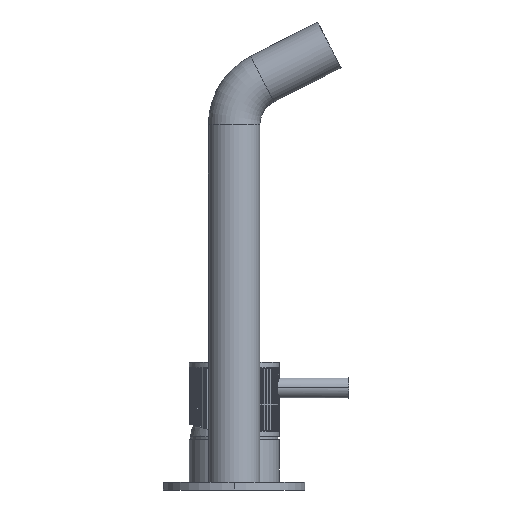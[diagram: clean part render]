
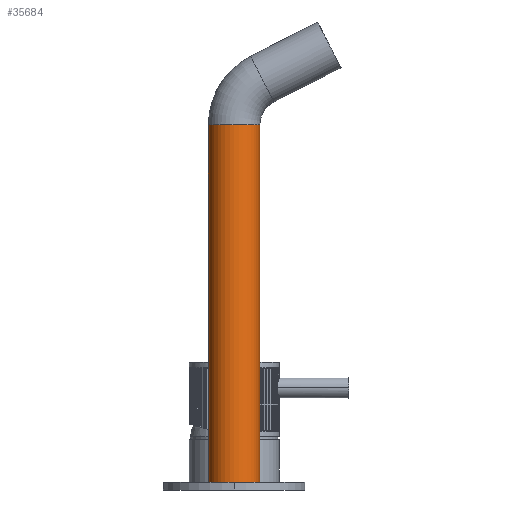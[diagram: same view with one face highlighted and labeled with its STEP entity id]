
A CAD part, left-side view. The second image highlights one B-rep face of the part: STEP entity #35684.
In plain terms, the highlighted cylindrical face has radius 10 mm (diameter 20 mm), a partial arc.
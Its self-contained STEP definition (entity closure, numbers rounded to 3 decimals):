
#613 = DIRECTION ( 'NONE',  ( 0., 0., 1. ) ) ;
#1201 = CARTESIAN_POINT ( 'NONE',  ( 0., 10., 0. ) ) ;
#4158 = VECTOR ( 'NONE', #16083, 1000. ) ;
#4781 = LINE ( 'NONE', #27048, #4158 ) ;
#5535 = DIRECTION ( 'NONE',  ( 0., 0., 1. ) ) ;
#5876 = EDGE_CURVE ( 'NONE', #36152, #33644, #27358, .T. ) ;
#6471 = CARTESIAN_POINT ( 'NONE',  ( 0., -10., 138.892 ) ) ;
#8036 = DIRECTION ( 'NONE',  ( 1., 0., 0. ) ) ;
#9768 = EDGE_CURVE ( 'NONE', #31858, #33644, #4781, .T. ) ;
#10736 = VERTEX_POINT ( 'NONE', #25359 ) ;
#14828 = ORIENTED_EDGE ( 'NONE', *, *, #18512, .T. ) ;
#15635 = DIRECTION ( 'NONE',  ( 0., 0., 1. ) ) ;
#15946 = CIRCLE ( 'NONE', #26044, 10. ) ;
#16083 = DIRECTION ( 'NONE',  ( 0., 0., 1. ) ) ;
#16998 = VECTOR ( 'NONE', #15635, 1000. ) ;
#17100 = CARTESIAN_POINT ( 'NONE',  ( 0., 0., 0. ) ) ;
#17526 = CARTESIAN_POINT ( 'NONE',  ( 0., 10., 138.892 ) ) ;
#17825 = DIRECTION ( 'NONE',  ( 1., 0., 0. ) ) ;
#18512 = EDGE_CURVE ( 'NONE', #10736, #31858, #15946, .T. ) ;
#18530 = AXIS2_PLACEMENT_3D ( 'NONE', #19615, #5535, #33921 ) ;
#19615 = CARTESIAN_POINT ( 'NONE',  ( 0., 0., 0. ) ) ;
#19703 = DIRECTION ( 'NONE',  ( 0., 0., 1. ) ) ;
#21756 = LINE ( 'NONE', #1201, #16998 ) ;
#22685 = CARTESIAN_POINT ( 'NONE',  ( 0., 0., 138.892 ) ) ;
#23788 = ORIENTED_EDGE ( 'NONE', *, *, #9768, .T. ) ;
#24616 = EDGE_LOOP ( 'NONE', ( #34941, #14828, #23788, #26595 ) ) ;
#25359 = CARTESIAN_POINT ( 'NONE',  ( 0., 10., 0. ) ) ;
#26044 = AXIS2_PLACEMENT_3D ( 'NONE', #17100, #19703, #8036 ) ;
#26595 = ORIENTED_EDGE ( 'NONE', *, *, #5876, .F. ) ;
#27048 = CARTESIAN_POINT ( 'NONE',  ( 0., -10., 0. ) ) ;
#27358 = CIRCLE ( 'NONE', #32083, 10. ) ;
#28680 = FACE_OUTER_BOUND ( 'NONE', #24616, .T. ) ;
#30218 = EDGE_CURVE ( 'NONE', #10736, #36152, #21756, .T. ) ;
#31858 = VERTEX_POINT ( 'NONE', #32646 ) ;
#32083 = AXIS2_PLACEMENT_3D ( 'NONE', #22685, #613, #17825 ) ;
#32646 = CARTESIAN_POINT ( 'NONE',  ( 0., -10., 0. ) ) ;
#33644 = VERTEX_POINT ( 'NONE', #6471 ) ;
#33733 = CYLINDRICAL_SURFACE ( 'NONE', #18530, 10. ) ;
#33921 = DIRECTION ( 'NONE',  ( 0., -1., 0. ) ) ;
#34941 = ORIENTED_EDGE ( 'NONE', *, *, #30218, .F. ) ;
#35684 = ADVANCED_FACE ( 'NONE', ( #28680 ), #33733, .T. ) ;
#36152 = VERTEX_POINT ( 'NONE', #17526 ) ;
